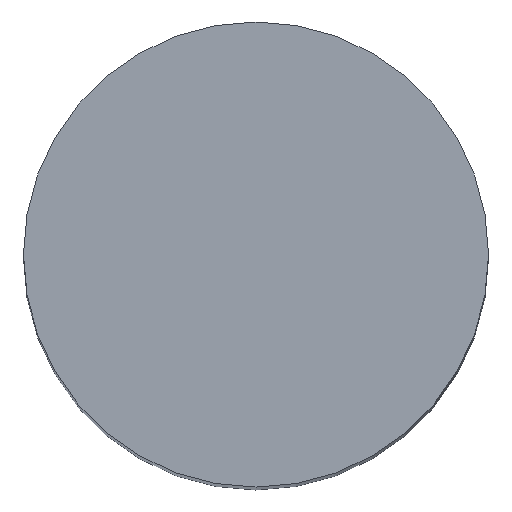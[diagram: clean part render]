
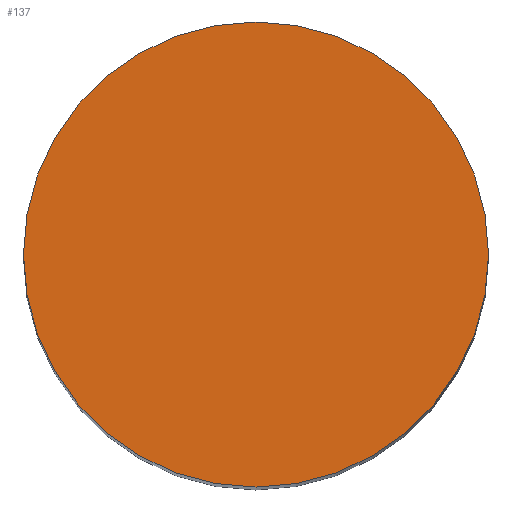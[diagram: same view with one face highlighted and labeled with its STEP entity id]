
A CAD part, top view. The second image highlights one B-rep face of the part: STEP entity #137.
In plain terms, the highlighted planar face has unit normal (0, 0, 1).
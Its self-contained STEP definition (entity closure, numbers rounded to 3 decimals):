
#106=EDGE_CURVE('240[2]',#286,#286,#287,.T.);
#137=ADVANCED_FACE('240[2]',(#335),#336,.T.);
#286=VERTEX_POINT('',#514);
#287=CIRCLE('',#515,5.0);
#335=FACE_OUTER_BOUND('',#603,.T.);
#336=PLANE('',#604);
#514=CARTESIAN_POINT('',(0.,-5.0,0.));
#515=AXIS2_PLACEMENT_3D('',#896,#897,#898);
#603=EDGE_LOOP('',(#939));
#604=AXIS2_PLACEMENT_3D('',#940,#941,#942);
#896=CARTESIAN_POINT('',(0.0,0.0,0.0));
#897=DIRECTION('',(0.,0.,1.0));
#898=DIRECTION('',(0.,-1.0,0.));
#939=ORIENTED_EDGE('',*,*,#106,.T.);
#940=CARTESIAN_POINT('',(0.,-2.5,0.));
#941=DIRECTION('',(0.,0.,1.0));
#942=DIRECTION('',(-1.0,0.,0.0));
